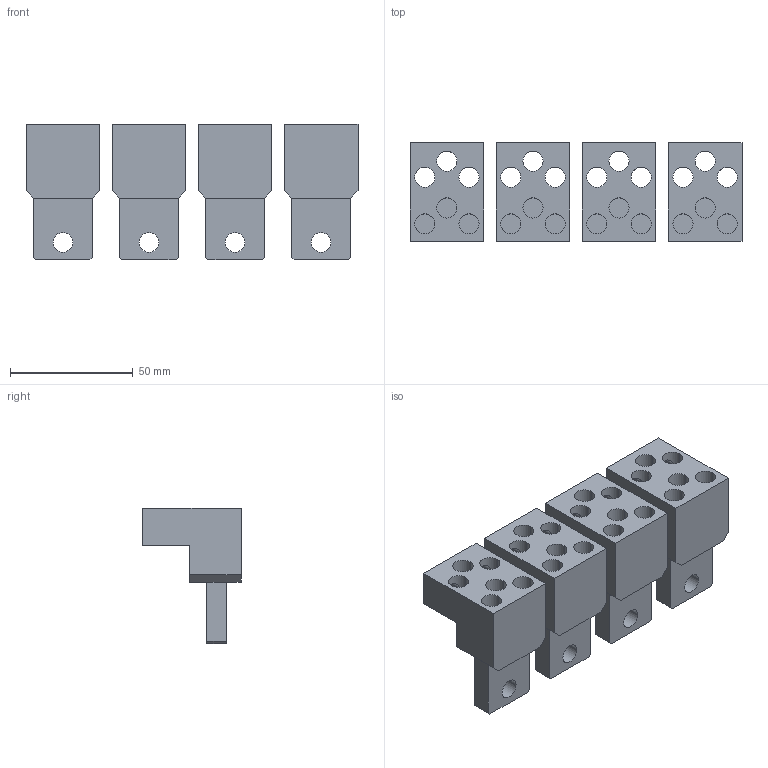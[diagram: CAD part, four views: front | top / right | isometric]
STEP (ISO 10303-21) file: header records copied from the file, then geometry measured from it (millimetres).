
FILE_DESCRIPTION(('CATIA V5 STEP Exchange'),'2;1');
FILE_NAME('1SDH001295R0770_1PA_001_00_XT4_4P_WITHDRAWABLE_MC_SUP.stp','2014-11-11T15:35:14+00:00',('none'),('none'),'CATIA Version 5 Release 20 SP 1 (IN-10)','CATIA V5 STEP AP214','none');
FILE_SCHEMA(('AUTOMOTIVE_DESIGN { 1 0 10303 214 1 1 1 1 }'));
Length unit declared in the file: millimetre
Products named in the file (1): 1SDH001295R0770_1PA_001_00_XT4_4P_WITHDRAWABLE_MC_SUP
Bounding box: 135 x 40 x 55 mm (x, y, z)
Volume: 93118.4 mm3; surface area: 44992.3 mm2
Topology: 4 solids, 4 shells, 188 faces, 488 edges, 320 vertices
Faces by surface type: cylinder 104, plane 84
Entity records: 6201 total; most frequent: CARTESIAN_POINT 1864, ORIENTED_EDGE 976, DIRECTION 630, EDGE_CURVE 488, VERTEX_POINT 320, VECTOR 280, EDGE_LOOP 280, LINE 280
